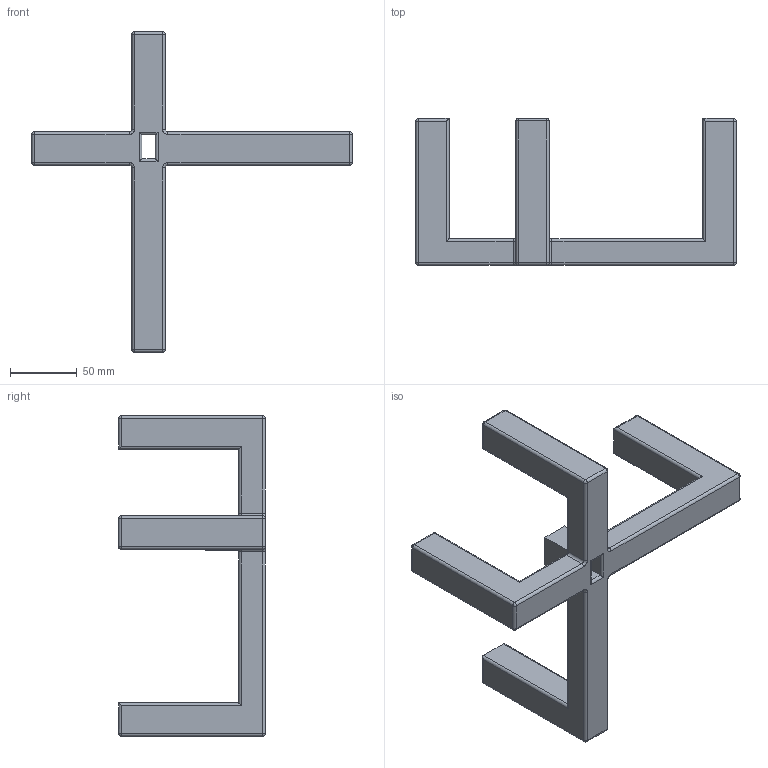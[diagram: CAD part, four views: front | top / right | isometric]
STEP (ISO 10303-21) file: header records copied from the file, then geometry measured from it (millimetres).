
FILE_DESCRIPTION(('FreeCAD Model'),'2;1');
FILE_NAME('Open CASCADE Shape Model','2026-02-03T23:46:55',('Author'),( ''),'Open CASCADE STEP processor 7.8','FreeCAD','Unknown');
FILE_SCHEMA(('AUTOMOTIVE_DESIGN { 1 0 10303 214 1 1 1 1 }'));
Length unit declared in the file: millimetre
Products named in the file (1): final-ada-pusher-cuts
Bounding box: 240 x 110 x 240 mm (x, y, z)
Volume: 449011.4 mm3; surface area: 81102.8 mm2
Topology: 1 solids, 1 shells, 131 faces, 292 edges, 156 vertices
Faces by surface type: cylinder 60, plane 43, sphere 16, torus 8, cone 4
Full cylindrical faces by diameter (mm): 10 x4
Entity records: 3456 total; most frequent: DIRECTION 652, CARTESIAN_POINT 568, ORIENTED_EDGE 552, EDGE_CURVE 276, AXIS2_PLACEMENT_3D 248, VERTEX_POINT 156, LINE 156, VECTOR 156
